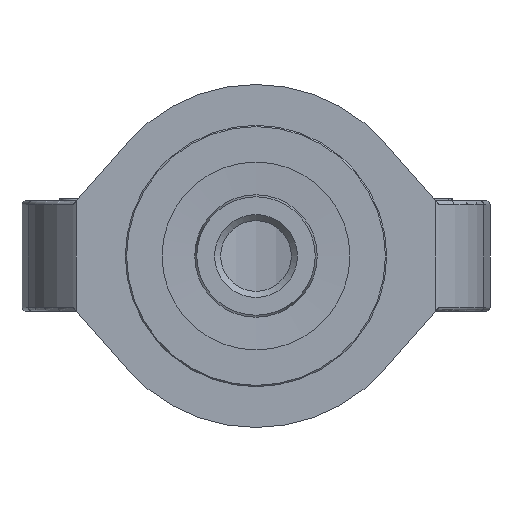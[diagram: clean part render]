
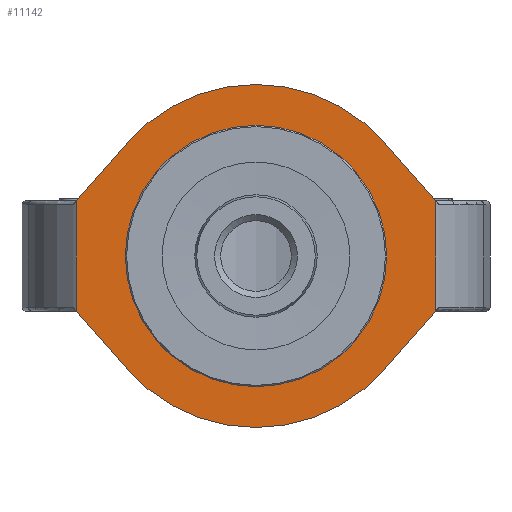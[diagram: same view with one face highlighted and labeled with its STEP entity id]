
A CAD part, front view. The second image highlights one B-rep face of the part: STEP entity #11142.
In plain terms, the highlighted planar face has unit normal (0, -1, 0).
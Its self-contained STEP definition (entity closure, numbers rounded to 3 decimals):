
#164=CIRCLE('',#11681,32.);
#219=CIRCLE('',#11792,42.);
#220=CIRCLE('',#11796,42.);
#290=FACE_BOUND('',#1883,.T.);
#1226=FACE_OUTER_BOUND('',#1882,.T.);
#1882=EDGE_LOOP('',(#9060,#9061,#9062,#9063,#9064,#9065,#9066,#9067));
#1883=EDGE_LOOP('',(#9068));
#2815=LINE('',#17449,#3939);
#2819=LINE('',#17466,#3943);
#2835=LINE('',#17876,#3959);
#2837=LINE('',#17882,#3961);
#2839=LINE('',#17886,#3963);
#2841=LINE('',#17892,#3965);
#3939=VECTOR('',#13249,10.);
#3943=VECTOR('',#13269,10.);
#3959=VECTOR('',#13405,10.);
#3961=VECTOR('',#13413,10.);
#3963=VECTOR('',#13417,10.);
#3965=VECTOR('',#13425,10.);
#5008=VERTEX_POINT('',#17330);
#5036=VERTEX_POINT('',#17441);
#5039=VERTEX_POINT('',#17447);
#5043=VERTEX_POINT('',#17463);
#5044=VERTEX_POINT('',#17465);
#5070=VERTEX_POINT('',#17874);
#5071=VERTEX_POINT('',#17878);
#5072=VERTEX_POINT('',#17884);
#5073=VERTEX_POINT('',#17888);
#6363=EDGE_CURVE('',#5008,#5008,#164,.T.);
#6407=EDGE_CURVE('',#5039,#5036,#2815,.T.);
#6415=EDGE_CURVE('',#5043,#5044,#2819,.T.);
#6475=EDGE_CURVE('',#5043,#5070,#2835,.T.);
#6477=EDGE_CURVE('',#5070,#5071,#219,.T.);
#6478=EDGE_CURVE('',#5071,#5036,#2837,.T.);
#6480=EDGE_CURVE('',#5039,#5072,#2839,.T.);
#6482=EDGE_CURVE('',#5072,#5073,#220,.T.);
#6483=EDGE_CURVE('',#5073,#5044,#2841,.T.);
#9060=ORIENTED_EDGE('',*,*,#6415,.F.);
#9061=ORIENTED_EDGE('',*,*,#6475,.T.);
#9062=ORIENTED_EDGE('',*,*,#6477,.T.);
#9063=ORIENTED_EDGE('',*,*,#6478,.T.);
#9064=ORIENTED_EDGE('',*,*,#6407,.F.);
#9065=ORIENTED_EDGE('',*,*,#6480,.T.);
#9066=ORIENTED_EDGE('',*,*,#6482,.T.);
#9067=ORIENTED_EDGE('',*,*,#6483,.T.);
#9068=ORIENTED_EDGE('',*,*,#6363,.T.);
#10561=PLANE('',#11798);
#11142=ADVANCED_FACE('',(#1226,#290),#10561,.T.);
#11681=AXIS2_PLACEMENT_3D('',#17331,#13148,#13149);
#11792=AXIS2_PLACEMENT_3D('',#17880,#13409,#13410);
#11796=AXIS2_PLACEMENT_3D('',#17890,#13421,#13422);
#11798=AXIS2_PLACEMENT_3D('',#17893,#13426,#13427);
#13148=DIRECTION('center_axis',(0.,1.,0.));
#13149=DIRECTION('ref_axis',(-1.,0.,0.));
#13249=DIRECTION('',(0.,0.,1.));
#13269=DIRECTION('',(0.,0.,-1.));
#13405=DIRECTION('',(-0.659,0.,0.752));
#13409=DIRECTION('center_axis',(0.,-1.,0.));
#13410=DIRECTION('ref_axis',(0.752,0.,0.659));
#13413=DIRECTION('',(-0.659,0.,-0.752));
#13417=DIRECTION('',(0.659,0.,-0.752));
#13421=DIRECTION('center_axis',(0.,-1.,0.));
#13422=DIRECTION('ref_axis',(-0.752,0.,-0.659));
#13425=DIRECTION('',(0.659,0.,0.752));
#13426=DIRECTION('center_axis',(0.,-1.,0.));
#13427=DIRECTION('ref_axis',(1.,0.,0.));
#17330=CARTESIAN_POINT('',(32.,-61.,0.));
#17331=CARTESIAN_POINT('Origin',(0.,-61.,0.));
#17441=CARTESIAN_POINT('',(-44.,-61.,13.5));
#17447=CARTESIAN_POINT('',(-44.,-61.,-13.5));
#17449=CARTESIAN_POINT('',(-44.,-61.,0.));
#17463=CARTESIAN_POINT('',(44.,-61.,13.5));
#17465=CARTESIAN_POINT('',(44.,-61.,-13.5));
#17466=CARTESIAN_POINT('',(44.,-61.,0.));
#17874=CARTESIAN_POINT('',(31.604,-61.,27.663));
#17876=CARTESIAN_POINT('',(44.,-61.,13.5));
#17878=CARTESIAN_POINT('',(-31.604,-61.,27.663));
#17880=CARTESIAN_POINT('Origin',(0.,-61.,0.));
#17882=CARTESIAN_POINT('',(-31.604,-61.,27.663));
#17884=CARTESIAN_POINT('',(-31.604,-61.,-27.663));
#17886=CARTESIAN_POINT('',(-44.,-61.,-13.5));
#17888=CARTESIAN_POINT('',(31.604,-61.,-27.663));
#17890=CARTESIAN_POINT('Origin',(0.,-61.,0.));
#17892=CARTESIAN_POINT('',(31.604,-61.,-27.663));
#17893=CARTESIAN_POINT('Origin',(-44.,-61.,0.));
